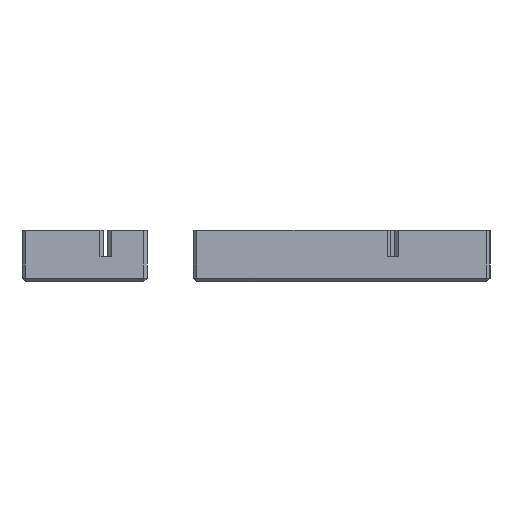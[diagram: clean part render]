
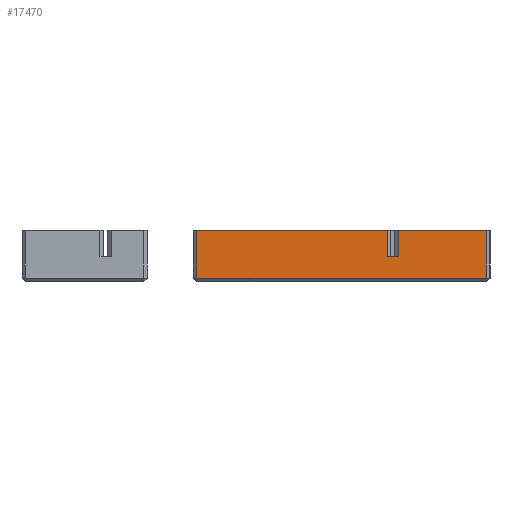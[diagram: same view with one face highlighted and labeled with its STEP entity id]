
A CAD part, left-side view. The second image highlights one B-rep face of the part: STEP entity #17470.
In plain terms, the highlighted planar face has unit normal (-1, 0, 0).
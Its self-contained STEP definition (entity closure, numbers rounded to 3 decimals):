
#1651=FACE_OUTER_BOUND('',#2652,.T.);
#2652=EDGE_LOOP('',(#14725,#14726,#14727,#14728,#14729,#14730,#14731,#14732));
#4297=LINE('',#29578,#6252);
#4305=LINE('',#29595,#6260);
#4306=LINE('',#29597,#6261);
#4307=LINE('',#29599,#6262);
#4308=LINE('',#29601,#6263);
#4309=LINE('',#29603,#6264);
#4310=LINE('',#29605,#6265);
#4311=LINE('',#29606,#6266);
#6252=VECTOR('',#20809,10.);
#6260=VECTOR('',#20823,10.);
#6261=VECTOR('',#20824,10.);
#6262=VECTOR('',#20825,10.);
#6263=VECTOR('',#20826,10.);
#6264=VECTOR('',#20827,10.);
#6265=VECTOR('',#20828,10.);
#6266=VECTOR('',#20829,10.);
#8057=VERTEX_POINT('',#29575);
#8058=VERTEX_POINT('',#29577);
#8064=VERTEX_POINT('',#29594);
#8065=VERTEX_POINT('',#29596);
#8066=VERTEX_POINT('',#29598);
#8067=VERTEX_POINT('',#29600);
#8068=VERTEX_POINT('',#29602);
#8069=VERTEX_POINT('',#29604);
#10343=EDGE_CURVE('',#8057,#8058,#4297,.T.);
#10352=EDGE_CURVE('',#8064,#8057,#4305,.T.);
#10353=EDGE_CURVE('',#8065,#8064,#4306,.T.);
#10354=EDGE_CURVE('',#8066,#8065,#4307,.T.);
#10355=EDGE_CURVE('',#8067,#8066,#4308,.T.);
#10356=EDGE_CURVE('',#8067,#8068,#4309,.T.);
#10357=EDGE_CURVE('',#8069,#8068,#4310,.T.);
#10358=EDGE_CURVE('',#8069,#8058,#4311,.T.);
#14725=ORIENTED_EDGE('',*,*,#10343,.F.);
#14726=ORIENTED_EDGE('',*,*,#10352,.F.);
#14727=ORIENTED_EDGE('',*,*,#10353,.F.);
#14728=ORIENTED_EDGE('',*,*,#10354,.F.);
#14729=ORIENTED_EDGE('',*,*,#10355,.F.);
#14730=ORIENTED_EDGE('',*,*,#10356,.T.);
#14731=ORIENTED_EDGE('',*,*,#10357,.F.);
#14732=ORIENTED_EDGE('',*,*,#10358,.T.);
#16564=PLANE('',#18241);
#17470=ADVANCED_FACE('',(#1651),#16564,.T.);
#18241=AXIS2_PLACEMENT_3D('',#29593,#20821,#20822);
#20809=DIRECTION('',(0.,0.,-1.));
#20821=DIRECTION('center_axis',(-1.,0.,0.));
#20822=DIRECTION('ref_axis',(0.,-1.,0.));
#20823=DIRECTION('',(0.,-1.,0.));
#20824=DIRECTION('',(0.,0.,1.));
#20825=DIRECTION('',(0.,1.,0.));
#20826=DIRECTION('',(0.,0.,-1.));
#20827=DIRECTION('',(0.,1.,0.));
#20828=DIRECTION('',(0.,0.,1.));
#20829=DIRECTION('',(0.,1.,0.));
#29575=CARTESIAN_POINT('',(-27.4,229.969,51.));
#29577=CARTESIAN_POINT('',(-27.4,229.969,47.93));
#29578=CARTESIAN_POINT('',(-27.4,229.969,30.));
#29593=CARTESIAN_POINT('Origin',(-27.4,350.,0.));
#29594=CARTESIAN_POINT('',(-27.4,252.169,51.));
#29595=CARTESIAN_POINT('',(-27.4,262.5,51.));
#29596=CARTESIAN_POINT('',(-27.4,252.169,45.4));
#29597=CARTESIAN_POINT('',(-27.4,252.169,0.));
#29598=CARTESIAN_POINT('',(-27.4,218.369,45.4));
#29599=CARTESIAN_POINT('',(-27.4,262.5,45.4));
#29600=CARTESIAN_POINT('',(-27.4,218.369,51.));
#29601=CARTESIAN_POINT('',(-27.4,218.369,0.));
#29602=CARTESIAN_POINT('',(-27.4,228.669,51.));
#29603=CARTESIAN_POINT('',(-27.4,262.5,51.));
#29604=CARTESIAN_POINT('',(-27.4,228.669,47.93));
#29605=CARTESIAN_POINT('',(-27.4,228.669,30.));
#29606=CARTESIAN_POINT('',(-27.4,295.385,47.93));
